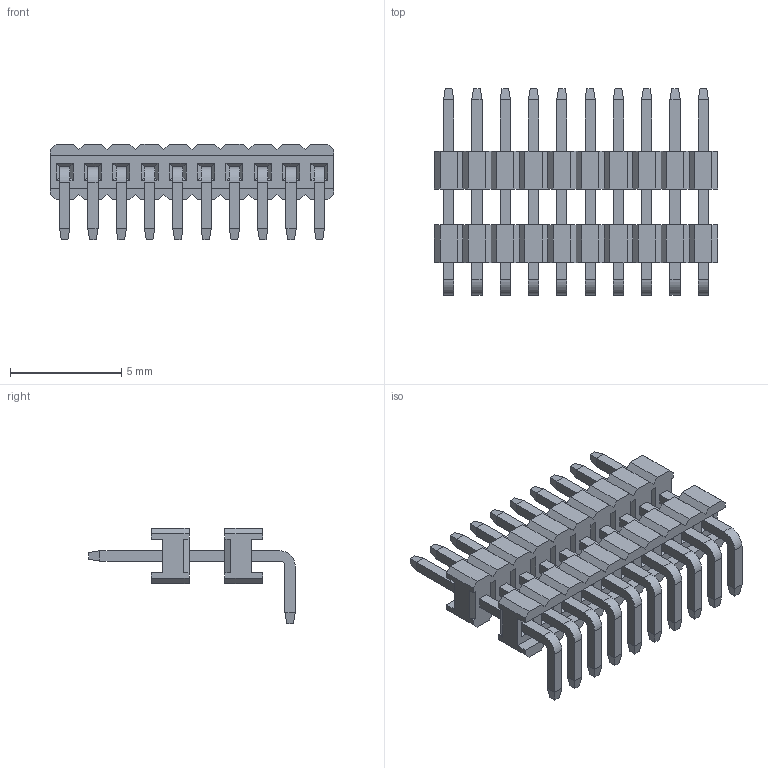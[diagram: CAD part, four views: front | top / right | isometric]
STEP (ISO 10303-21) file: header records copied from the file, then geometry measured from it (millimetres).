
FILE_DESCRIPTION( ('This file contains a STEP AP42 implementation' ,'as created by ZW3D STEP Interface translator.') ,'2;1' );
FILE_NAME( '1317-21XXXXR118XXXX(側醱俔)(毀砃).stp' ,'23 317.1128 5', (''), ('ZWCAD Software Co.'), 'Version 1.0', 'ZW3D to STEP translator', '' );
FILE_SCHEMA(('AUTOMOTIVE_DESIGN { 1 0 10303 214 1 1 1 1 }'));
Length unit declared in the file: millimetre
Products named in the file (2): 0; 1317-2110XXR118XXXX(側醱俔)(毀砃)
Bounding box: 12.7 x 9.26 x 4.3 mm (x, y, z)
Volume: 102.4 mm3; surface area: 518.1 mm2
Topology: 12 solids, 12 shells, 560 faces, 1394 edges, 876 vertices
Faces by surface type: plane 540, cylinder 20
Entity records: 16773 total; most frequent: CARTESIAN_POINT 2831, ORIENTED_EDGE 2788, DIRECTION 2556, EDGE_CURVE 1394, VECTOR 1354, LINE 1354, VERTEX_POINT 876, EDGE_LOOP 618
